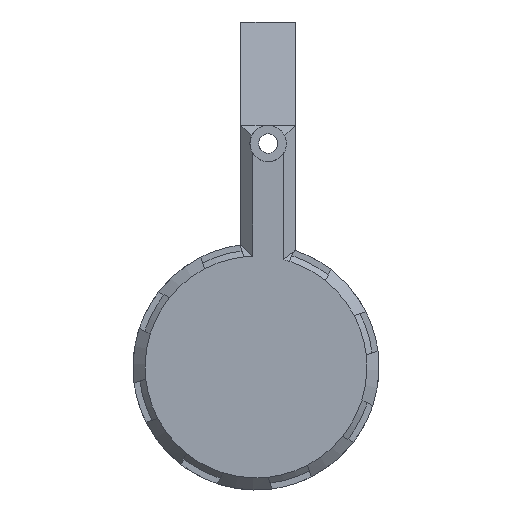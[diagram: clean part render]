
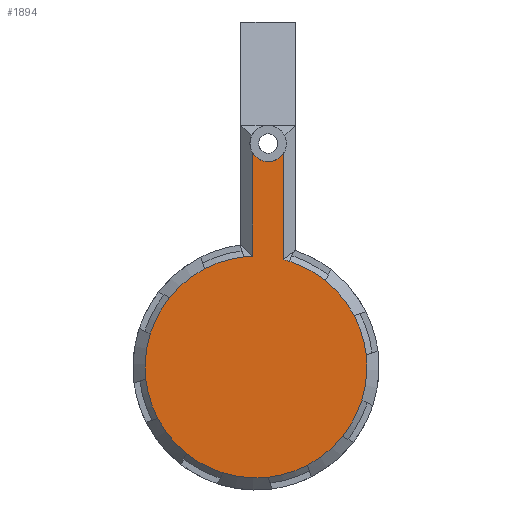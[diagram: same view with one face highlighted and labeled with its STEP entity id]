
A CAD part, left-side view. The second image highlights one B-rep face of the part: STEP entity #1894.
In plain terms, the highlighted planar face has unit normal (-1, 0, 0).
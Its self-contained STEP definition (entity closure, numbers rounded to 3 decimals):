
#186=LINE('',#3326,#333);
#187=LINE('',#3329,#334);
#333=VECTOR('',#2576,10.);
#334=VECTOR('',#2579,10.);
#422=PLANE('',#2101);
#530=FACE_OUTER_BOUND('',#650,.T.);
#650=EDGE_LOOP('',(#1694,#1695,#1696,#1697,#1698,#1699,#1700,#1701,#1702,
#1703,#1704,#1705,#1706,#1707,#1708,#1709,#1710,#1711,#1712,#1713,#1714));
#689=CIRCLE('',#1992,18.25);
#690=CIRCLE('',#1994,18.25);
#693=CIRCLE('',#1998,18.25);
#696=CIRCLE('',#2004,18.25);
#699=CIRCLE('',#2012,18.25);
#703=CIRCLE('',#2021,18.25);
#704=CIRCLE('',#2023,18.25);
#707=CIRCLE('',#2027,18.25);
#711=CIRCLE('',#2036,18.25);
#713=CIRCLE('',#2039,18.25);
#717=CIRCLE('',#2048,18.25);
#719=CIRCLE('',#2051,18.25);
#723=CIRCLE('',#2060,18.25);
#725=CIRCLE('',#2063,18.25);
#729=CIRCLE('',#2072,18.25);
#731=CIRCLE('',#2075,18.25);
#735=CIRCLE('',#2084,18.25);
#739=CIRCLE('',#2098,3.);
#740=CIRCLE('',#2100,3.);
#868=VERTEX_POINT('',#3027);
#870=VERTEX_POINT('',#3037);
#871=VERTEX_POINT('',#3045);
#874=VERTEX_POINT('',#3055);
#879=VERTEX_POINT('',#3077);
#884=VERTEX_POINT('',#3097);
#890=VERTEX_POINT('',#3119);
#892=VERTEX_POINT('',#3129);
#893=VERTEX_POINT('',#3137);
#895=VERTEX_POINT('',#3147);
#901=VERTEX_POINT('',#3168);
#903=VERTEX_POINT('',#3183);
#909=VERTEX_POINT('',#3204);
#911=VERTEX_POINT('',#3219);
#917=VERTEX_POINT('',#3240);
#919=VERTEX_POINT('',#3255);
#925=VERTEX_POINT('',#3276);
#927=VERTEX_POINT('',#3291);
#934=VERTEX_POINT('',#3324);
#935=VERTEX_POINT('',#3328);
#942=VERTEX_POINT('',#3352);
#1081=EDGE_CURVE('',#868,#870,#689,.T.);
#1082=EDGE_CURVE('',#870,#871,#690,.T.);
#1087=EDGE_CURVE('',#874,#868,#693,.T.);
#1095=EDGE_CURVE('',#879,#874,#696,.T.);
#1104=EDGE_CURVE('',#884,#879,#699,.T.);
#1116=EDGE_CURVE('',#890,#892,#703,.T.);
#1117=EDGE_CURVE('',#892,#893,#704,.T.);
#1122=EDGE_CURVE('',#895,#890,#707,.T.);
#1133=EDGE_CURVE('',#901,#895,#711,.T.);
#1136=EDGE_CURVE('',#903,#901,#713,.T.);
#1147=EDGE_CURVE('',#909,#903,#717,.T.);
#1150=EDGE_CURVE('',#911,#909,#719,.T.);
#1161=EDGE_CURVE('',#917,#911,#723,.T.);
#1164=EDGE_CURVE('',#919,#917,#725,.T.);
#1175=EDGE_CURVE('',#925,#919,#729,.T.);
#1178=EDGE_CURVE('',#927,#925,#731,.T.);
#1188=EDGE_CURVE('',#871,#927,#735,.T.);
#1192=EDGE_CURVE('',#934,#884,#186,.T.);
#1193=EDGE_CURVE('',#893,#935,#187,.T.);
#1206=EDGE_CURVE('',#934,#942,#739,.T.);
#1208=EDGE_CURVE('',#942,#935,#740,.T.);
#1694=ORIENTED_EDGE('',*,*,#1192,.F.);
#1695=ORIENTED_EDGE('',*,*,#1206,.T.);
#1696=ORIENTED_EDGE('',*,*,#1208,.T.);
#1697=ORIENTED_EDGE('',*,*,#1193,.F.);
#1698=ORIENTED_EDGE('',*,*,#1117,.F.);
#1699=ORIENTED_EDGE('',*,*,#1116,.F.);
#1700=ORIENTED_EDGE('',*,*,#1122,.F.);
#1701=ORIENTED_EDGE('',*,*,#1133,.F.);
#1702=ORIENTED_EDGE('',*,*,#1136,.F.);
#1703=ORIENTED_EDGE('',*,*,#1147,.F.);
#1704=ORIENTED_EDGE('',*,*,#1150,.F.);
#1705=ORIENTED_EDGE('',*,*,#1161,.F.);
#1706=ORIENTED_EDGE('',*,*,#1164,.F.);
#1707=ORIENTED_EDGE('',*,*,#1175,.F.);
#1708=ORIENTED_EDGE('',*,*,#1178,.F.);
#1709=ORIENTED_EDGE('',*,*,#1188,.F.);
#1710=ORIENTED_EDGE('',*,*,#1082,.F.);
#1711=ORIENTED_EDGE('',*,*,#1081,.F.);
#1712=ORIENTED_EDGE('',*,*,#1087,.F.);
#1713=ORIENTED_EDGE('',*,*,#1095,.F.);
#1714=ORIENTED_EDGE('',*,*,#1104,.F.);
#1894=ADVANCED_FACE('',(#530),#422,.T.);
#1992=AXIS2_PLACEMENT_3D('',#3043,#2354,#2355);
#1994=AXIS2_PLACEMENT_3D('',#3046,#2358,#2359);
#1998=AXIS2_PLACEMENT_3D('',#3059,#2366,#2367);
#2004=AXIS2_PLACEMENT_3D('',#3079,#2381,#2382);
#2012=AXIS2_PLACEMENT_3D('',#3102,#2400,#2401);
#2021=AXIS2_PLACEMENT_3D('',#3135,#2422,#2423);
#2023=AXIS2_PLACEMENT_3D('',#3138,#2426,#2427);
#2027=AXIS2_PLACEMENT_3D('',#3151,#2434,#2435);
#2036=AXIS2_PLACEMENT_3D('',#3179,#2456,#2457);
#2039=AXIS2_PLACEMENT_3D('',#3187,#2462,#2463);
#2048=AXIS2_PLACEMENT_3D('',#3215,#2484,#2485);
#2051=AXIS2_PLACEMENT_3D('',#3223,#2490,#2491);
#2060=AXIS2_PLACEMENT_3D('',#3251,#2512,#2513);
#2063=AXIS2_PLACEMENT_3D('',#3259,#2518,#2519);
#2072=AXIS2_PLACEMENT_3D('',#3287,#2540,#2541);
#2075=AXIS2_PLACEMENT_3D('',#3295,#2546,#2547);
#2084=AXIS2_PLACEMENT_3D('',#3318,#2568,#2569);
#2098=AXIS2_PLACEMENT_3D('',#3354,#2607,#2608);
#2100=AXIS2_PLACEMENT_3D('',#3356,#2611,#2612);
#2101=AXIS2_PLACEMENT_3D('',#3357,#2613,#2614);
#2354=DIRECTION('center_axis',(1.,0.,0.));
#2355=DIRECTION('ref_axis',(0.,0.,-1.));
#2358=DIRECTION('center_axis',(1.,0.,0.));
#2359=DIRECTION('ref_axis',(0.,0.,-1.));
#2366=DIRECTION('center_axis',(1.,0.,0.));
#2367=DIRECTION('ref_axis',(0.,0.,-1.));
#2381=DIRECTION('center_axis',(1.,0.,0.));
#2382=DIRECTION('ref_axis',(0.,0.,-1.));
#2400=DIRECTION('center_axis',(1.,0.,0.));
#2401=DIRECTION('ref_axis',(0.,0.,-1.));
#2422=DIRECTION('center_axis',(1.,0.,0.));
#2423=DIRECTION('ref_axis',(0.,0.,-1.));
#2426=DIRECTION('center_axis',(1.,0.,0.));
#2427=DIRECTION('ref_axis',(0.,0.,-1.));
#2434=DIRECTION('center_axis',(1.,0.,0.));
#2435=DIRECTION('ref_axis',(0.,0.,-1.));
#2456=DIRECTION('center_axis',(1.,0.,0.));
#2457=DIRECTION('ref_axis',(0.,0.,-1.));
#2462=DIRECTION('center_axis',(1.,0.,0.));
#2463=DIRECTION('ref_axis',(0.,0.,-1.));
#2484=DIRECTION('center_axis',(1.,0.,0.));
#2485=DIRECTION('ref_axis',(0.,0.,-1.));
#2490=DIRECTION('center_axis',(1.,0.,0.));
#2491=DIRECTION('ref_axis',(0.,0.,-1.));
#2512=DIRECTION('center_axis',(1.,0.,0.));
#2513=DIRECTION('ref_axis',(0.,0.,-1.));
#2518=DIRECTION('center_axis',(1.,0.,0.));
#2519=DIRECTION('ref_axis',(0.,0.,-1.));
#2540=DIRECTION('center_axis',(1.,0.,0.));
#2541=DIRECTION('ref_axis',(0.,0.,-1.));
#2546=DIRECTION('center_axis',(1.,0.,0.));
#2547=DIRECTION('ref_axis',(0.,0.,-1.));
#2568=DIRECTION('center_axis',(1.,0.,0.));
#2569=DIRECTION('ref_axis',(0.,0.,-1.));
#2576=DIRECTION('',(0.,0.,-1.));
#2579=DIRECTION('',(0.,0.,1.));
#2607=DIRECTION('center_axis',(1.,0.,0.));
#2608=DIRECTION('ref_axis',(0.,0.,1.));
#2611=DIRECTION('center_axis',(1.,0.,0.));
#2612=DIRECTION('ref_axis',(0.,0.,1.));
#2613=DIRECTION('center_axis',(-1.,0.,0.));
#2614=DIRECTION('ref_axis',(0.,0.,1.));
#3027=CARTESIAN_POINT('',(-90.2,-60.654,-51.881));
#3037=CARTESIAN_POINT('',(-90.2,-62.641,-58.379));
#3043=CARTESIAN_POINT('Origin',(-90.2,-44.5,-60.373));
#3045=CARTESIAN_POINT('',(-90.2,-61.927,-65.791));
#3046=CARTESIAN_POINT('Origin',(-90.2,-44.5,-60.373));
#3055=CARTESIAN_POINT('',(-90.2,-55.918,-46.136));
#3059=CARTESIAN_POINT('Origin',(-90.2,-44.5,-60.373));
#3077=CARTESIAN_POINT('',(-90.2,-49.918,-42.945));
#3079=CARTESIAN_POINT('Origin',(-90.2,-44.5,-60.373));
#3097=CARTESIAN_POINT('',(-90.2,-49.,-42.686));
#3102=CARTESIAN_POINT('Origin',(-90.2,-44.5,-60.373));
#3119=CARTESIAN_POINT('',(-90.2,-36.008,-44.219));
#3129=CARTESIAN_POINT('',(-90.2,-42.507,-42.232));
#3135=CARTESIAN_POINT('Origin',(-90.2,-44.5,-60.373));
#3137=CARTESIAN_POINT('',(-90.2,-44.,-42.13));
#3138=CARTESIAN_POINT('Origin',(-90.2,-44.5,-60.373));
#3147=CARTESIAN_POINT('',(-90.2,-30.263,-48.955));
#3151=CARTESIAN_POINT('Origin',(-90.2,-44.5,-60.373));
#3168=CARTESIAN_POINT('',(-90.2,-27.073,-54.955));
#3179=CARTESIAN_POINT('Origin',(-90.2,-44.5,-60.373));
#3183=CARTESIAN_POINT('',(-90.2,-26.359,-62.366));
#3187=CARTESIAN_POINT('Origin',(-90.2,-44.5,-60.373));
#3204=CARTESIAN_POINT('',(-90.2,-28.346,-68.864));
#3215=CARTESIAN_POINT('Origin',(-90.2,-44.5,-60.373));
#3219=CARTESIAN_POINT('',(-90.2,-33.082,-74.61));
#3223=CARTESIAN_POINT('Origin',(-90.2,-44.5,-60.373));
#3240=CARTESIAN_POINT('',(-90.2,-39.082,-77.8));
#3251=CARTESIAN_POINT('Origin',(-90.2,-44.5,-60.373));
#3255=CARTESIAN_POINT('',(-90.2,-46.493,-78.514));
#3259=CARTESIAN_POINT('Origin',(-90.2,-44.5,-60.373));
#3276=CARTESIAN_POINT('',(-90.2,-52.992,-76.527));
#3287=CARTESIAN_POINT('Origin',(-90.2,-44.5,-60.373));
#3291=CARTESIAN_POINT('',(-90.2,-58.737,-71.791));
#3295=CARTESIAN_POINT('Origin',(-90.2,-44.5,-60.373));
#3318=CARTESIAN_POINT('Origin',(-90.2,-44.5,-60.373));
#3324=CARTESIAN_POINT('',(-90.2,-49.,-25.234));
#3326=CARTESIAN_POINT('',(-90.2,-49.,-27.087));
#3328=CARTESIAN_POINT('',(-90.2,-44.,-25.234));
#3329=CARTESIAN_POINT('',(-90.2,-44.,-45.438));
#3352=CARTESIAN_POINT('',(-90.2,-46.5,-26.576));
#3354=CARTESIAN_POINT('Origin',(-90.2,-46.5,-23.576));
#3356=CARTESIAN_POINT('Origin',(-90.2,-46.5,-23.576));
#3357=CARTESIAN_POINT('Origin',(-90.2,-44.5,-50.599));
